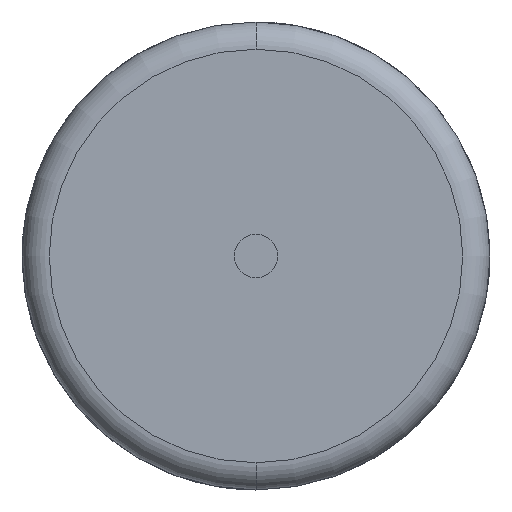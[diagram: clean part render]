
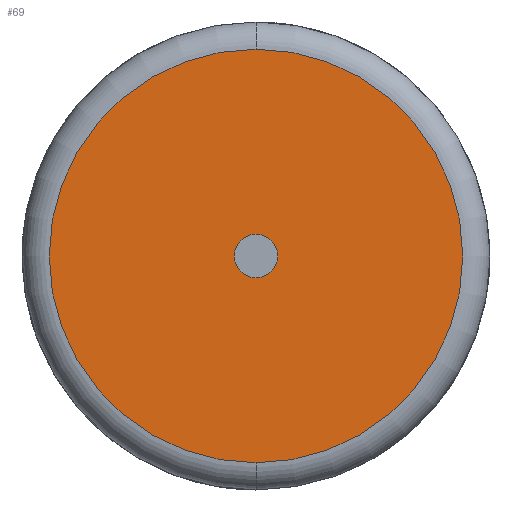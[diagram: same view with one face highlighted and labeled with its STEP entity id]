
A CAD part, front view. The second image highlights one B-rep face of the part: STEP entity #69.
In plain terms, the highlighted planar face has unit normal (0, -1, 0).
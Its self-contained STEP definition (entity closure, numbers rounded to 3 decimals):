
#5 = FACE_OUTER_BOUND ( 'NONE', #801, .T. ) ;
#7 = PLANE ( 'NONE',  #938 ) ;
#10 = CARTESIAN_POINT ( 'NONE',  ( 0., 0., 0. ) ) ;
#31 = AXIS2_PLACEMENT_3D ( 'NONE', #152, #703, #234 ) ;
#32 = CARTESIAN_POINT ( 'NONE',  ( 0., 0., 3.8 ) ) ;
#63 = CARTESIAN_POINT ( 'NONE',  ( 0., 0., 0.4 ) ) ;
#69 = ADVANCED_FACE ( 'NONE', ( #5, #400 ), #7, .F. ) ;
#107 = CIRCLE ( 'NONE', #401, 3.8 ) ;
#125 = CIRCLE ( 'NONE', #31, 3.8 ) ;
#152 = CARTESIAN_POINT ( 'NONE',  ( 0., 0., 0. ) ) ;
#175 = DIRECTION ( 'NONE',  ( 0., 0., 1. ) ) ;
#195 = VERTEX_POINT ( 'NONE', #32 ) ;
#197 = EDGE_CURVE ( 'NONE', #195, #334, #125, .T. ) ;
#205 = EDGE_LOOP ( 'NONE', ( #740, #1015 ) ) ;
#234 = DIRECTION ( 'NONE',  ( 0., 0., 1. ) ) ;
#237 = DIRECTION ( 'NONE',  ( 0., 1., 0. ) ) ;
#242 = EDGE_CURVE ( 'NONE', #334, #195, #107, .T. ) ;
#251 = EDGE_CURVE ( 'NONE', #469, #954, #714, .T. ) ;
#257 = CARTESIAN_POINT ( 'NONE',  ( 0., 0., 0. ) ) ;
#298 = CARTESIAN_POINT ( 'NONE',  ( 0., 0., 0. ) ) ;
#334 = VERTEX_POINT ( 'NONE', #583 ) ;
#335 = DIRECTION ( 'NONE',  ( 0., 0., 1. ) ) ;
#342 = ORIENTED_EDGE ( 'NONE', *, *, #197, .T. ) ;
#374 = DIRECTION ( 'NONE',  ( 0., 0., 1. ) ) ;
#400 = FACE_BOUND ( 'NONE', #205, .T. ) ;
#401 = AXIS2_PLACEMENT_3D ( 'NONE', #10, #652, #175 ) ;
#469 = VERTEX_POINT ( 'NONE', #63 ) ;
#494 = AXIS2_PLACEMENT_3D ( 'NONE', #257, #813, #335 ) ;
#547 = CARTESIAN_POINT ( 'NONE',  ( 0., 0., 0. ) ) ;
#583 = CARTESIAN_POINT ( 'NONE',  ( 0., 0., -3.8 ) ) ;
#652 = DIRECTION ( 'NONE',  ( 0., -1., 0. ) ) ;
#669 = ORIENTED_EDGE ( 'NONE', *, *, #242, .T. ) ;
#703 = DIRECTION ( 'NONE',  ( 0., -1., 0. ) ) ;
#714 = CIRCLE ( 'NONE', #494, 0.4 ) ;
#740 = ORIENTED_EDGE ( 'NONE', *, *, #251, .F. ) ;
#788 = DIRECTION ( 'NONE',  ( 0., 0., 1. ) ) ;
#793 = CIRCLE ( 'NONE', #959, 0.4 ) ;
#801 = EDGE_LOOP ( 'NONE', ( #342, #669 ) ) ;
#813 = DIRECTION ( 'NONE',  ( 0., -1., 0. ) ) ;
#852 = DIRECTION ( 'NONE',  ( 0., -1., 0. ) ) ;
#938 = AXIS2_PLACEMENT_3D ( 'NONE', #547, #237, #788 ) ;
#954 = VERTEX_POINT ( 'NONE', #1007 ) ;
#959 = AXIS2_PLACEMENT_3D ( 'NONE', #298, #852, #374 ) ;
#1000 = EDGE_CURVE ( 'NONE', #954, #469, #793, .T. ) ;
#1007 = CARTESIAN_POINT ( 'NONE',  ( 0., 0., -0.4 ) ) ;
#1015 = ORIENTED_EDGE ( 'NONE', *, *, #1000, .F. ) ;
